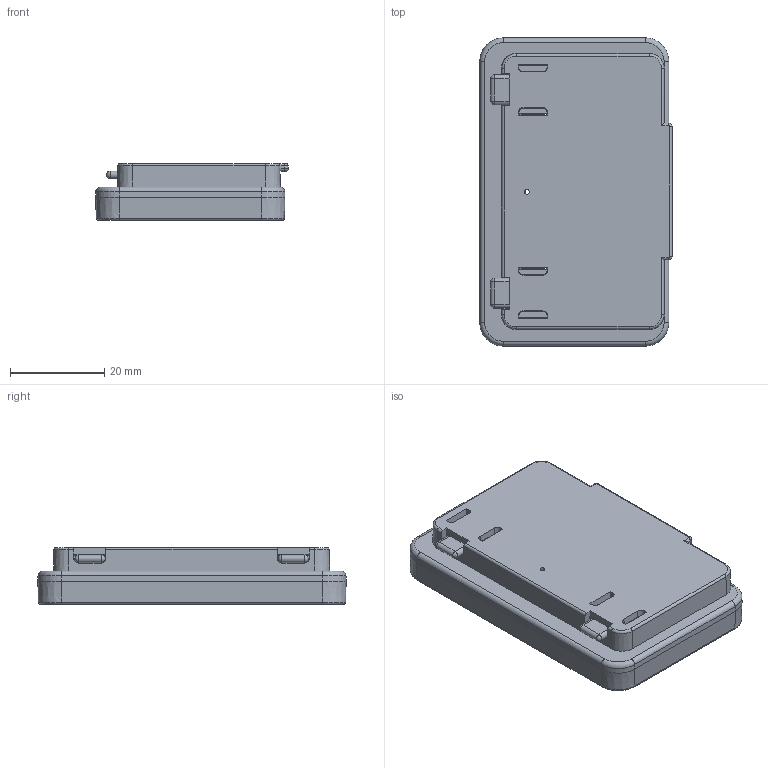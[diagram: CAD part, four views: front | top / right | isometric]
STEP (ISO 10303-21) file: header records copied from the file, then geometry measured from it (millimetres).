
FILE_DESCRIPTION(/* description */ (''),/* implementation_level */ '2;1');
FILE_NAME(/* name */ '',/* time_stamp */ '2020-10-19T11:25:56+08:00',/* author */ (''),/* organization */ (''),/* preprocessor_version */ 'ST-DEVELOPER v14',/* originating_system */ 'SIEMENS PLM Software NX 8.0',/* authorisation */ '');
FILE_SCHEMA (('AP203_CONFIGURATION_CONTROLLED_3D_DESIGN_OF_MECHANICAL_PARTS_AND_ASSEMBLIES_MIM_LF { 1 0 10303 403 2 1 2}'));
Length unit declared in the file: millimetre
Products named in the file (1): Admi03C8899Afaii
Bounding box: 40.9 x 65.5 x 12.1 mm (x, y, z)
Volume: 8102.7 mm3; surface area: 13593.4 mm2
Topology: 4 solids, 4 shells, 673 faces, 1932 edges, 1264 vertices
Faces by surface type: plane 519, cylinder 85, cone 45, torus 12, bspline 8, sphere 4
Full cylindrical faces by diameter (mm): 0.995 x1
Entity records: 22072 total; most frequent: CARTESIAN_POINT 4160, ORIENTED_EDGE 3860, DIRECTION 3515, EDGE_CURVE 1930, LINE 1613, VECTOR 1613, VERTEX_POINT 1263, AXIS2_PLACEMENT_3D 951
